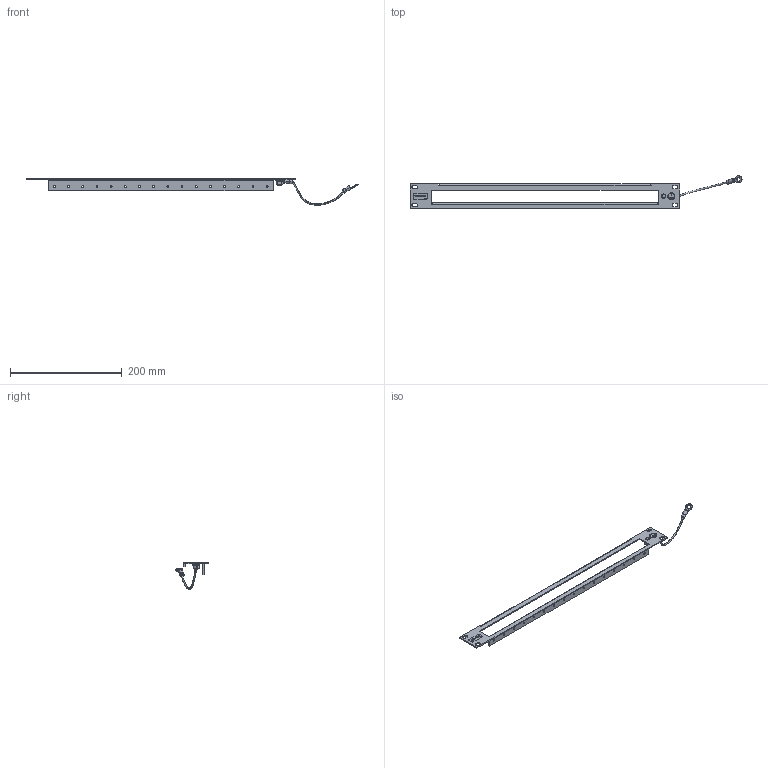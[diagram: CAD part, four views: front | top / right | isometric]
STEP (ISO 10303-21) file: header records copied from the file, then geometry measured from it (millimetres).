
FILE_DESCRIPTION (( 'STEP AP214' ), '1' );
FILE_NAME ('1000-1206-E.STEP', '2019-01-22T20:09:09', ( '' ), ( '' ), 'SwSTEP 2.0', 'SolidWorks 2018', '' );
FILE_SCHEMA (( 'AUTOMOTIVE_DESIGN' ));
Length unit declared in the file: inch
Products named in the file (21): 2001-213; 2003-1000; 2105-005^3320-1143; 2103-030_Compressed; 3300-005-5^3320-1143; 2103-030; 2100-079; 2003-2530; 2001-213^2001-213; 1000-1206-E; 3320-1143; PEM FH-0420-8 X--S
Assembly tree (12 placements, depth 3):
  2003-1000
  2105-005^3320-1143
  3300-005-5^3320-1143
  2100-079
  2001-213^2001-213
Bounding box: 594.46 x 58.7 x 47.3 mm (x, y, z)
Volume: 43351.4 mm3; surface area: 50240.5 mm2
Topology: 22 solids, 22 shells, 563 faces, 1447 edges, 936 vertices
Faces by surface type: plane 204, cylinder 142, bspline 128, cone 79, torus 10
Entity records: 26818 total; most frequent: CARTESIAN_POINT 10857, ORIENTED_EDGE 2722, DIRECTION 2320, EDGE_CURVE 1361, VERTEX_POINT 883, AXIS2_PLACEMENT_3D 824, VECTOR 672, LINE 672
